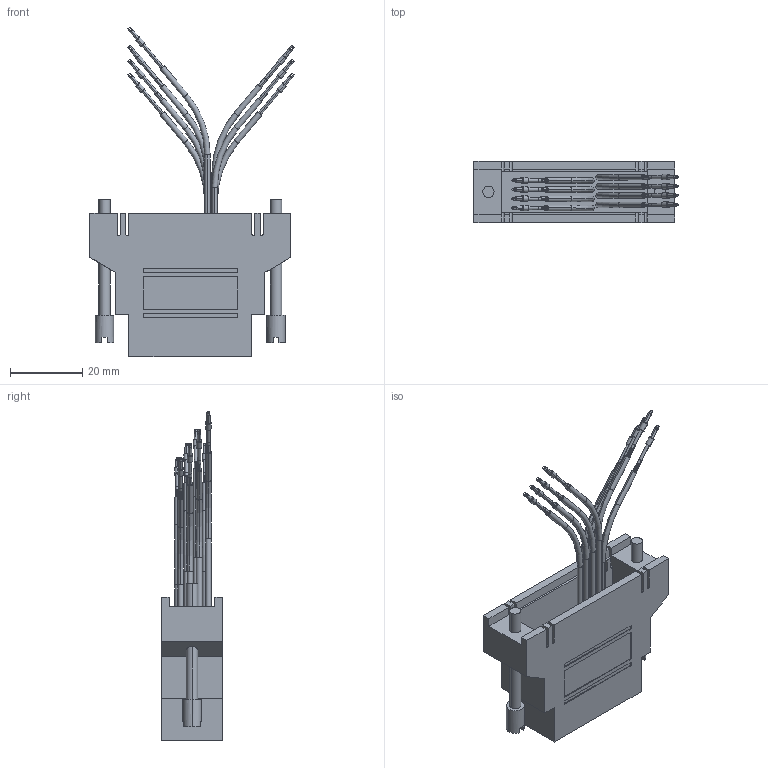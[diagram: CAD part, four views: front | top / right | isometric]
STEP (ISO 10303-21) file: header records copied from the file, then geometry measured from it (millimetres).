
FILE_DESCRIPTION (( 'STEP AP203' ), '1' );
FILE_NAME ('RS25EMI8F.STEP', '2006-06-23T20:14:29', ( 'lcom' ), ( 'lcom' ), 'SwSTEP 2.0', 'SolidWorks 2006004', '' );
FILE_SCHEMA (( 'CONFIG_CONTROL_DESIGN' ));
Length unit declared in the file: inch
Products named in the file (12): RS25EMI8; wire8; CRIMP&POKE F; wire; wire6; RS25EMI8F; wire5; wire7; wire3; wire4; wire2; RS25EMI8_JACKSCREW
Assembly tree (19 placements, depth 2):
  RS25EMI8F
    RS25EMI8
    CRIMP&POKE F  x8
    wire3
    wire8
    wire6
    RS25EMI8_JACKSCREW  x2
    wire5
    wire
    wire2
    wire4
    wire7
Bounding box: 56.38 x 16.92 x 91.02 mm (x, y, z)
Volume: 17257.6 mm3; surface area: 14345.5 mm2
Topology: 19 solids, 19 shells, 564 faces, 1452 edges, 960 vertices
Faces by surface type: plane 312, cylinder 196, cone 40, torus 16
Entity records: 10961 total; most frequent: CARTESIAN_POINT 1731, DIRECTION 1651, ORIENTED_EDGE 1568, EDGE_CURVE 784, AXIS2_PLACEMENT_3D 557, VECTOR 537, LINE 537, VERTEX_POINT 517
